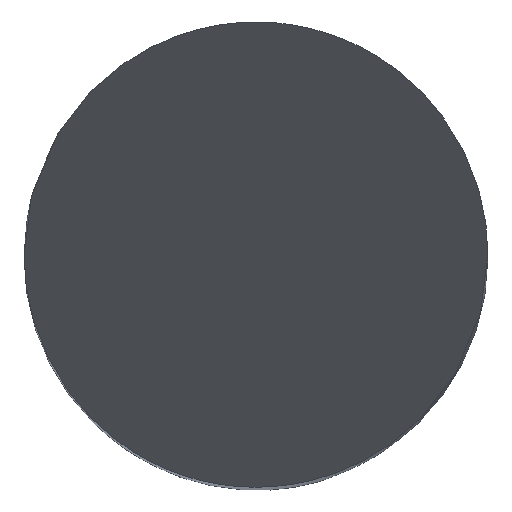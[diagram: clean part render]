
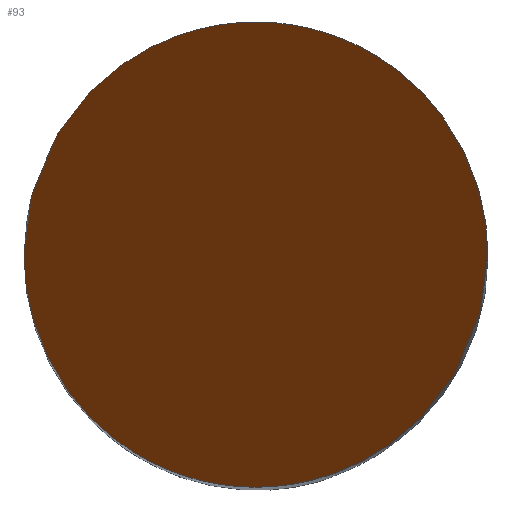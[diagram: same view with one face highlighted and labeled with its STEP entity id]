
A CAD part, top view. The second image highlights one B-rep face of the part: STEP entity #93.
In plain terms, the highlighted planar face has unit normal (0, -0.866, 0.5).
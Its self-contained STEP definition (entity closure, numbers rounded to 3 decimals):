
#48=PLANE('',#684);
#93=ADVANCED_FACE('FLCHE2',(#134),#48,.F.);
#134=FACE_OUTER_BOUND('',#169,.T.);
#169=EDGE_LOOP('',(#304,#305));
#304=ORIENTED_EDGE('',*,*,#504,.F.);
#305=ORIENTED_EDGE('',*,*,#518,.F.);
#444=VERTEX_POINT('',#997);
#445=VERTEX_POINT('',#998);
#504=EDGE_CURVE('',#444,#445,#621,.T.);
#518=EDGE_CURVE('',#445,#444,#625,.T.);
#621=(
BOUNDED_CURVE()
B_SPLINE_CURVE(3,(#993,#994,#995,#996),.UNSPECIFIED.,.F.,.F.)
B_SPLINE_CURVE_WITH_KNOTS((4,4),(0.,1.),.UNSPECIFIED.)
CURVE()
GEOMETRIC_REPRESENTATION_ITEM()
RATIONAL_B_SPLINE_CURVE((1.,0.333,0.333,1.))
REPRESENTATION_ITEM('')
);
#625=(
BOUNDED_CURVE()
B_SPLINE_CURVE(3,(#1053,#1054,#1055,#1056),.UNSPECIFIED.,.F.,.F.)
B_SPLINE_CURVE_WITH_KNOTS((4,4),(0.,1.),.UNSPECIFIED.)
CURVE()
GEOMETRIC_REPRESENTATION_ITEM()
RATIONAL_B_SPLINE_CURVE((1.,0.333,0.333,1.))
REPRESENTATION_ITEM('')
);
#684=AXIS2_PLACEMENT_3D('',#1130,#761,#762);
#761=DIRECTION('',(0.,0.866,-0.5));
#762=DIRECTION('',(0.,0.5,0.866));
#993=CARTESIAN_POINT('',(-4.,0.,0.));
#994=CARTESIAN_POINT('',(-4.,8.,13.856));
#995=CARTESIAN_POINT('',(4.,8.,13.856));
#996=CARTESIAN_POINT('',(4.,0.,0.));
#997=CARTESIAN_POINT('',(-4.,0.,0.));
#998=CARTESIAN_POINT('',(4.,0.,0.));
#1053=CARTESIAN_POINT('',(4.,0.,0.));
#1054=CARTESIAN_POINT('',(4.,-8.,-13.856));
#1055=CARTESIAN_POINT('',(-4.,-8.,-13.856));
#1056=CARTESIAN_POINT('',(-4.,0.,0.));
#1130=CARTESIAN_POINT('',(4.,4.,6.928));
